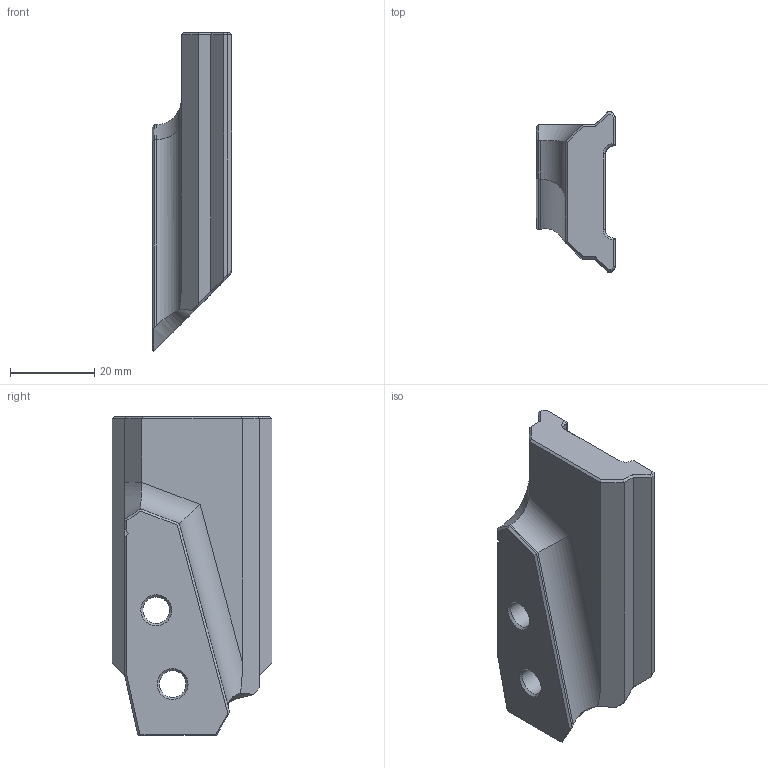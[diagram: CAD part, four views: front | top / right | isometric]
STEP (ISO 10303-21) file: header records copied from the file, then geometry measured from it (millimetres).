
FILE_DESCRIPTION(/* description */ ('Unknown'),/* implementation_level */ '2;1');
FILE_NAME(/* name */ 'seagull4A_l-Bracket_arcaSwissSideBase_002',/* time_stamp */ '2026-01-13T22:53:46-05:00',/* author */ ('Unknown'),/* organization */ ('Unknown'),/* preprocessor_version */ 'ST-DEVELOPER v18.1',/* originating_system */ 'Solid Edge',/* authorisation */ 'Unknown');
FILE_SCHEMA (('AUTOMOTIVE_DESIGN {1 0 10303 214 3 1 1}'));
Length unit declared in the file: millimetre
Products named in the file (2): seagull_4A104_jawboneCage; seagull4A_l-Bracket_arcaSwissSideBase_002
Assembly tree (1 placements, depth 2):
  seagull_4A104_jawboneCage
    seagull4A_l-Bracket_arcaSwissSideBase_002
Bounding box: 19 x 38 x 75.89 mm (x, y, z)
Volume: 25563.9 mm3; surface area: 8439.2 mm2
Topology: 1 solids, 1 shells, 93 faces, 238 edges, 147 vertices
Faces by surface type: plane 64, cone 11, cylinder 9, bspline 9
Full cylindrical faces by diameter (mm): 6.35 x2, 14 x1
Entity records: 3019 total; most frequent: CARTESIAN_POINT 891, ORIENTED_EDGE 452, DIRECTION 374, EDGE_CURVE 226, LINE 150, VECTOR 150, VERTEX_POINT 143, AXIS2_PLACEMENT_3D 112
